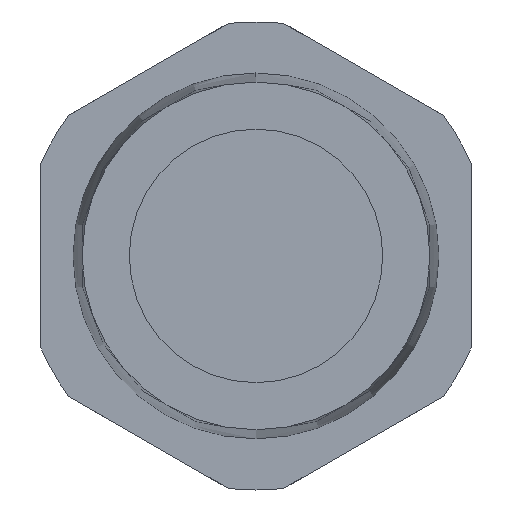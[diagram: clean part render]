
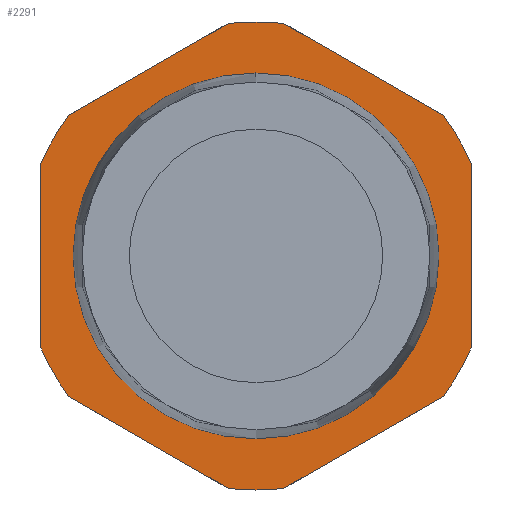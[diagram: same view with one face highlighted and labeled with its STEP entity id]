
A CAD part, front view. The second image highlights one B-rep face of the part: STEP entity #2291.
In plain terms, the highlighted planar face has unit normal (0, -1, 0).
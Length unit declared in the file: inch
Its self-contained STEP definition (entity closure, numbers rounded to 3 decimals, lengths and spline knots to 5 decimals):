
#31 = DIRECTION ( 'NONE',  ( 0., 0., -1. ) ) ;
#41 = ORIENTED_EDGE ( 'NONE', *, *, #368, .F. ) ;
#59 = EDGE_CURVE ( 'NONE', #584, #2345, #2292, .T. ) ;
#78 = DIRECTION ( 'NONE',  ( 0., -1., 0. ) ) ;
#85 = CIRCLE ( 'NONE', #3107, 0.435 ) ;
#158 = DIRECTION ( 'NONE',  ( 0., -1., 0. ) ) ;
#242 = VERTEX_POINT ( 'NONE', #2134 ) ;
#247 = CARTESIAN_POINT ( 'NONE',  ( 0.05195, 0., -0.43189 ) ) ;
#261 = ORIENTED_EDGE ( 'NONE', *, *, #1900, .T. ) ;
#313 = VERTEX_POINT ( 'NONE', #2753 ) ;
#344 = DIRECTION ( 'NONE',  ( -0.866, 0., -0.5 ) ) ;
#368 = EDGE_CURVE ( 'NONE', #1332, #917, #2161, .T. ) ;
#397 = VERTEX_POINT ( 'NONE', #3082 ) ;
#412 = ORIENTED_EDGE ( 'NONE', *, *, #2885, .F. ) ;
#434 = EDGE_CURVE ( 'NONE', #2121, #2345, #2071, .T. ) ;
#474 = CARTESIAN_POINT ( 'NONE',  ( -0.34805, 0., 0.26093 ) ) ;
#485 = DIRECTION ( 'NONE',  ( 0., 1., 0. ) ) ;
#493 = VERTEX_POINT ( 'NONE', #3172 ) ;
#584 = VERTEX_POINT ( 'NONE', #722 ) ;
#693 = ORIENTED_EDGE ( 'NONE', *, *, #2657, .T. ) ;
#722 = CARTESIAN_POINT ( 'NONE',  ( 0., 0., -0.435 ) ) ;
#750 = CIRCLE ( 'NONE', #2875, 0.435 ) ;
#757 = VERTEX_POINT ( 'NONE', #474 ) ;
#761 = ORIENTED_EDGE ( 'NONE', *, *, #1809, .F. ) ;
#781 = CIRCLE ( 'NONE', #1606, 0.435 ) ;
#804 = CARTESIAN_POINT ( 'NONE',  ( 0., 0., -0.46188 ) ) ;
#847 = CARTESIAN_POINT ( 'NONE',  ( 0., 0., 0. ) ) ;
#864 = VERTEX_POINT ( 'NONE', #2171 ) ;
#917 = VERTEX_POINT ( 'NONE', #3553 ) ;
#923 = CARTESIAN_POINT ( 'NONE',  ( 0., 0., 0. ) ) ;
#951 = LINE ( 'NONE', #3366, #1769 ) ;
#1060 = CARTESIAN_POINT ( 'NONE',  ( -0.4, 0., -0.17095 ) ) ;
#1068 = CARTESIAN_POINT ( 'NONE',  ( 0., 0., 0. ) ) ;
#1096 = ORIENTED_EDGE ( 'NONE', *, *, #1601, .T. ) ;
#1105 = DIRECTION ( 'NONE',  ( 0.866, 0., -0.5 ) ) ;
#1111 = EDGE_CURVE ( 'NONE', #864, #2527, #2449, .T. ) ;
#1134 = DIRECTION ( 'NONE',  ( 0., 0., -1. ) ) ;
#1156 = DIRECTION ( 'NONE',  ( 0., -1., 0. ) ) ;
#1197 = DIRECTION ( 'NONE',  ( 0., 0., -1. ) ) ;
#1230 = ORIENTED_EDGE ( 'NONE', *, *, #1584, .F. ) ;
#1294 = VECTOR ( 'NONE', #2738, 39.37008 ) ;
#1328 = CARTESIAN_POINT ( 'NONE',  ( 0., 0., 0. ) ) ;
#1332 = VERTEX_POINT ( 'NONE', #1536 ) ;
#1337 = LINE ( 'NONE', #3293, #2791 ) ;
#1342 = DIRECTION ( 'NONE',  ( 0., 0., -1. ) ) ;
#1368 = DIRECTION ( 'NONE',  ( 0., 0., -1. ) ) ;
#1396 = DIRECTION ( 'NONE',  ( 0., -1., 0. ) ) ;
#1479 = EDGE_CURVE ( 'NONE', #2638, #242, #3237, .T. ) ;
#1536 = CARTESIAN_POINT ( 'NONE',  ( 0., 0., -0.34 ) ) ;
#1584 = EDGE_CURVE ( 'NONE', #864, #313, #2411, .T. ) ;
#1601 = EDGE_CURVE ( 'NONE', #2121, #493, #781, .T. ) ;
#1603 = DIRECTION ( 'NONE',  ( 0., 0., 1. ) ) ;
#1606 = AXIS2_PLACEMENT_3D ( 'NONE', #3041, #1396, #3314 ) ;
#1607 = DIRECTION ( 'NONE',  ( 0., 0., -1. ) ) ;
#1672 = DIRECTION ( 'NONE',  ( 0., -1., 0. ) ) ;
#1705 = CARTESIAN_POINT ( 'NONE',  ( 0.4, 0., -0.23094 ) ) ;
#1716 = CIRCLE ( 'NONE', #2826, 0.435 ) ;
#1721 = DIRECTION ( 'NONE',  ( 0.866, 0., 0.5 ) ) ;
#1725 = CARTESIAN_POINT ( 'NONE',  ( 0., 0., 0. ) ) ;
#1769 = VECTOR ( 'NONE', #1721, 39.37008 ) ;
#1794 = CARTESIAN_POINT ( 'NONE',  ( -0.05195, 0., 0.43189 ) ) ;
#1803 = CARTESIAN_POINT ( 'NONE',  ( 0., 0., 0. ) ) ;
#1809 = EDGE_CURVE ( 'NONE', #917, #1332, #3194, .T. ) ;
#1848 = CARTESIAN_POINT ( 'NONE',  ( 0., 0., 0. ) ) ;
#1868 = EDGE_LOOP ( 'NONE', ( #41, #761 ) ) ;
#1900 = EDGE_CURVE ( 'NONE', #2638, #1933, #1716, .T. ) ;
#1902 = VECTOR ( 'NONE', #344, 39.37008 ) ;
#1905 = AXIS2_PLACEMENT_3D ( 'NONE', #1725, #78, #2002 ) ;
#1933 = VERTEX_POINT ( 'NONE', #3175 ) ;
#1950 = ORIENTED_EDGE ( 'NONE', *, *, #1111, .T. ) ;
#2002 = DIRECTION ( 'NONE',  ( 0., 0., -1. ) ) ;
#2040 = EDGE_LOOP ( 'NONE', ( #261, #2275, #2339, #2670, #3150, #1096, #3286, #2174, #1230, #1950, #412, #693, #2170 ) ) ;
#2042 = AXIS2_PLACEMENT_3D ( 'NONE', #2802, #1156, #3083 ) ;
#2071 = LINE ( 'NONE', #1705, #1902 ) ;
#2072 = DIRECTION ( 'NONE',  ( 0., 0., -1. ) ) ;
#2113 = CIRCLE ( 'NONE', #3421, 0.435 ) ;
#2121 = VERTEX_POINT ( 'NONE', #3103 ) ;
#2134 = CARTESIAN_POINT ( 'NONE',  ( -0.4, 0., 0.17095 ) ) ;
#2144 = FACE_BOUND ( 'NONE', #1868, .T. ) ;
#2148 = VERTEX_POINT ( 'NONE', #2312 ) ;
#2151 = VECTOR ( 'NONE', #1105, 39.37008 ) ;
#2161 = CIRCLE ( 'NONE', #2991, 0.34 ) ;
#2170 = ORIENTED_EDGE ( 'NONE', *, *, #1479, .F. ) ;
#2171 = CARTESIAN_POINT ( 'NONE',  ( 0.05195, 0., 0.43189 ) ) ;
#2174 = ORIENTED_EDGE ( 'NONE', *, *, #3325, .T. ) ;
#2275 = ORIENTED_EDGE ( 'NONE', *, *, #3497, .F. ) ;
#2291 = ADVANCED_FACE ( 'NONE', ( #2144, #3512 ), #3468, .F. ) ;
#2292 = CIRCLE ( 'NONE', #3247, 0.435 ) ;
#2312 = CARTESIAN_POINT ( 'NONE',  ( 0.4, 0., 0.17095 ) ) ;
#2339 = ORIENTED_EDGE ( 'NONE', *, *, #2635, .T. ) ;
#2345 = VERTEX_POINT ( 'NONE', #247 ) ;
#2390 = DIRECTION ( 'NONE',  ( 0., 0., 1. ) ) ;
#2411 = LINE ( 'NONE', #2434, #2151 ) ;
#2434 = CARTESIAN_POINT ( 'NONE',  ( 0., 0., 0.46188 ) ) ;
#2449 = CIRCLE ( 'NONE', #2042, 0.435 ) ;
#2482 = VECTOR ( 'NONE', #1603, 39.37008 ) ;
#2527 = VERTEX_POINT ( 'NONE', #1794 ) ;
#2560 = AXIS2_PLACEMENT_3D ( 'NONE', #1848, #485, #2390 ) ;
#2635 = EDGE_CURVE ( 'NONE', #397, #584, #750, .T. ) ;
#2638 = VERTEX_POINT ( 'NONE', #1060 ) ;
#2657 = EDGE_CURVE ( 'NONE', #757, #242, #2113, .T. ) ;
#2666 = LINE ( 'NONE', #804, #1294 ) ;
#2670 = ORIENTED_EDGE ( 'NONE', *, *, #59, .T. ) ;
#2738 = DIRECTION ( 'NONE',  ( -0.866, 0., 0.5 ) ) ;
#2753 = CARTESIAN_POINT ( 'NONE',  ( 0.34805, 0., 0.26093 ) ) ;
#2775 = DIRECTION ( 'NONE',  ( 0., -1., 0. ) ) ;
#2791 = VECTOR ( 'NONE', #1368, 39.37008 ) ;
#2802 = CARTESIAN_POINT ( 'NONE',  ( 0., 0., 0. ) ) ;
#2826 = AXIS2_PLACEMENT_3D ( 'NONE', #1803, #158, #2072 ) ;
#2849 = DIRECTION ( 'NONE',  ( 0., -1., 0. ) ) ;
#2875 = AXIS2_PLACEMENT_3D ( 'NONE', #1328, #3259, #1607 ) ;
#2885 = EDGE_CURVE ( 'NONE', #757, #2527, #951, .T. ) ;
#2991 = AXIS2_PLACEMENT_3D ( 'NONE', #847, #2775, #1134 ) ;
#2995 = DIRECTION ( 'NONE',  ( 0., -1., 0. ) ) ;
#3041 = CARTESIAN_POINT ( 'NONE',  ( 0., 0., 0. ) ) ;
#3082 = CARTESIAN_POINT ( 'NONE',  ( -0.05195, 0., -0.43189 ) ) ;
#3083 = DIRECTION ( 'NONE',  ( 0., 0., -1. ) ) ;
#3103 = CARTESIAN_POINT ( 'NONE',  ( 0.34805, 0., -0.26093 ) ) ;
#3107 = AXIS2_PLACEMENT_3D ( 'NONE', #923, #2849, #1197 ) ;
#3117 = EDGE_CURVE ( 'NONE', #2148, #493, #1337, .T. ) ;
#3150 = ORIENTED_EDGE ( 'NONE', *, *, #434, .F. ) ;
#3172 = CARTESIAN_POINT ( 'NONE',  ( 0.4, 0., -0.17095 ) ) ;
#3175 = CARTESIAN_POINT ( 'NONE',  ( -0.34805, 0., -0.26093 ) ) ;
#3194 = CIRCLE ( 'NONE', #1905, 0.34 ) ;
#3237 = LINE ( 'NONE', #3257, #2482 ) ;
#3247 = AXIS2_PLACEMENT_3D ( 'NONE', #3323, #1672, #31 ) ;
#3257 = CARTESIAN_POINT ( 'NONE',  ( -0.4, 0., -0.23094 ) ) ;
#3259 = DIRECTION ( 'NONE',  ( 0., -1., 0. ) ) ;
#3286 = ORIENTED_EDGE ( 'NONE', *, *, #3117, .F. ) ;
#3293 = CARTESIAN_POINT ( 'NONE',  ( 0.4, 0., 0.23094 ) ) ;
#3314 = DIRECTION ( 'NONE',  ( 0., 0., -1. ) ) ;
#3323 = CARTESIAN_POINT ( 'NONE',  ( 0., 0., 0. ) ) ;
#3325 = EDGE_CURVE ( 'NONE', #2148, #313, #85, .T. ) ;
#3366 = CARTESIAN_POINT ( 'NONE',  ( -0.4, 0., 0.23094 ) ) ;
#3421 = AXIS2_PLACEMENT_3D ( 'NONE', #1068, #2995, #1342 ) ;
#3468 = PLANE ( 'NONE',  #2560 ) ;
#3497 = EDGE_CURVE ( 'NONE', #397, #1933, #2666, .T. ) ;
#3512 = FACE_OUTER_BOUND ( 'NONE', #2040, .T. ) ;
#3553 = CARTESIAN_POINT ( 'NONE',  ( 0., 0., 0.34 ) ) ;
